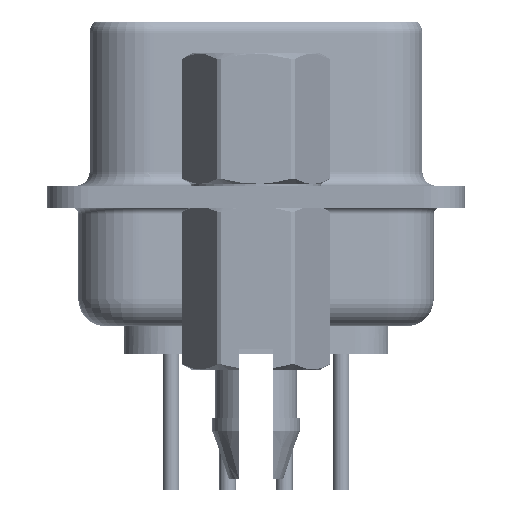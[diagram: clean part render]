
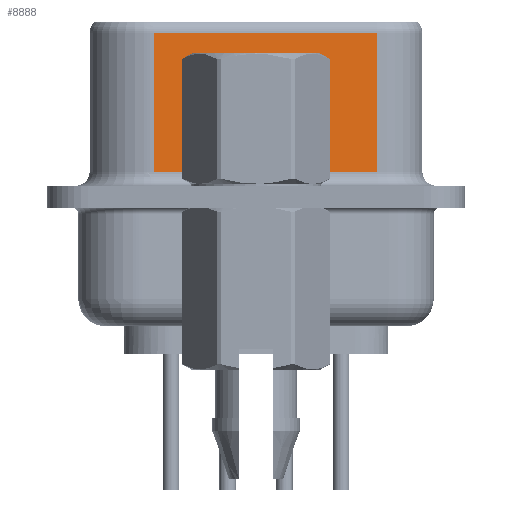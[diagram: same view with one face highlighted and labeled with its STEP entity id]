
A CAD part, left-side view. The second image highlights one B-rep face of the part: STEP entity #8888.
In plain terms, the highlighted planar face has unit normal (-0.985, -0.174, 0).
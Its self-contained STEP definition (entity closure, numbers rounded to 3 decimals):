
#2796 = ORIENTED_EDGE ( 'NONE', *, *, #20059, .T. ) ;
#2797 = EDGE_CURVE ( 'NONE', #27651, #24005, #9961, .T. ) ;
#7656 = VECTOR ( 'NONE', #43587, 1000. ) ;
#8888 = ADVANCED_FACE ( 'NONE', ( #21866 ), #14084, .F. ) ;
#9631 = DIRECTION ( 'NONE',  ( 0.174, -0.985, 0. ) ) ;
#9850 = LINE ( 'NONE', #50773, #23210 ) ;
#9961 = LINE ( 'NONE', #30552, #36389 ) ;
#11598 = EDGE_LOOP ( 'NONE', ( #13624, #2796, #14866, #49621 ) ) ;
#13549 = CARTESIAN_POINT ( 'NONE',  ( 5.181, -4.447, 6.5 ) ) ;
#13624 = ORIENTED_EDGE ( 'NONE', *, *, #2797, .F. ) ;
#14084 = PLANE ( 'NONE',  #31849 ) ;
#14123 = EDGE_CURVE ( 'NONE', #45829, #24005, #37967, .T. ) ;
#14866 = ORIENTED_EDGE ( 'NONE', *, *, #33581, .T. ) ;
#20059 = EDGE_CURVE ( 'NONE', #27651, #41056, #22993, .T. ) ;
#21866 = FACE_OUTER_BOUND ( 'NONE', #11598, .T. ) ;
#22993 = LINE ( 'NONE', #31024, #7656 ) ;
#23210 = VECTOR ( 'NONE', #51034, 1000. ) ;
#23992 = CARTESIAN_POINT ( 'NONE',  ( 5.181, -4.447, 0.9 ) ) ;
#24005 = VERTEX_POINT ( 'NONE', #23992 ) ;
#25204 = CARTESIAN_POINT ( 'NONE',  ( 3.735, 3.753, 6. ) ) ;
#27651 = VERTEX_POINT ( 'NONE', #33466 ) ;
#30552 = CARTESIAN_POINT ( 'NONE',  ( 5.181, -4.447, 6.5 ) ) ;
#31024 = CARTESIAN_POINT ( 'NONE',  ( 5.181, -4.447, 6. ) ) ;
#31849 = AXIS2_PLACEMENT_3D ( 'NONE', #13549, #50474, #37356 ) ;
#33466 = CARTESIAN_POINT ( 'NONE',  ( 5.181, -4.447, 6. ) ) ;
#33581 = EDGE_CURVE ( 'NONE', #41056, #45829, #9850, .T. ) ;
#34049 = DIRECTION ( 'NONE',  ( 0., 0., -1. ) ) ;
#36389 = VECTOR ( 'NONE', #34049, 1000. ) ;
#37356 = DIRECTION ( 'NONE',  ( -0.174, 0.985, 0. ) ) ;
#37967 = LINE ( 'NONE', #50289, #40172 ) ;
#40172 = VECTOR ( 'NONE', #9631, 1000. ) ;
#41056 = VERTEX_POINT ( 'NONE', #25204 ) ;
#42009 = CARTESIAN_POINT ( 'NONE',  ( 3.735, 3.753, 0.9 ) ) ;
#43587 = DIRECTION ( 'NONE',  ( -0.174, 0.985, 0. ) ) ;
#45829 = VERTEX_POINT ( 'NONE', #42009 ) ;
#49621 = ORIENTED_EDGE ( 'NONE', *, *, #14123, .T. ) ;
#50289 = CARTESIAN_POINT ( 'NONE',  ( 5.181, -4.447, 0.9 ) ) ;
#50474 = DIRECTION ( 'NONE',  ( 0.985, 0.174, 0. ) ) ;
#50773 = CARTESIAN_POINT ( 'NONE',  ( 3.735, 3.753, 6.5 ) ) ;
#51034 = DIRECTION ( 'NONE',  ( 0., 0., -1. ) ) ;
